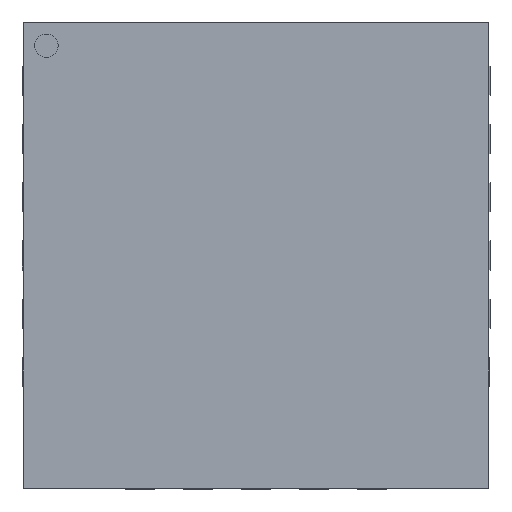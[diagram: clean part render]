
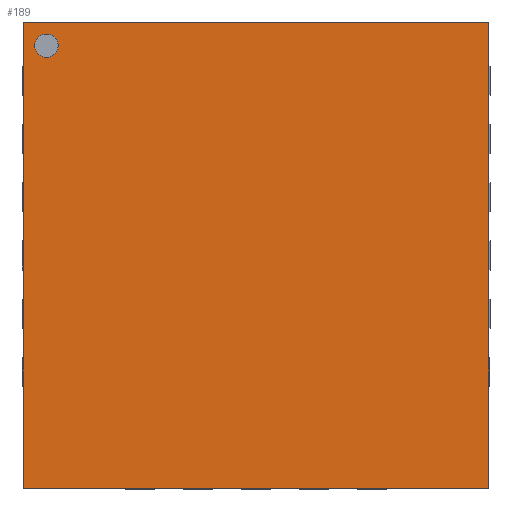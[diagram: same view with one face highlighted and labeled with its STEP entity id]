
A CAD part, top view. The second image highlights one B-rep face of the part: STEP entity #189.
In plain terms, the highlighted planar face has unit normal (0, 0, 1).
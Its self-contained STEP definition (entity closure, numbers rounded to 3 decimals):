
#77 = VERTEX_POINT('',#78);
#78 = CARTESIAN_POINT('',(-2.,2.,0.8));
#84 = EDGE_CURVE('',#77,#85,#87,.T.);
#85 = VERTEX_POINT('',#86);
#86 = CARTESIAN_POINT('',(2.,2.,0.8));
#87 = LINE('',#88,#89);
#88 = CARTESIAN_POINT('',(-2.,2.,0.8));
#89 = VECTOR('',#90,1.);
#90 = DIRECTION('',(1.,0.,0.));
#117 = VERTEX_POINT('',#118);
#118 = CARTESIAN_POINT('',(-2.,-2.,0.8));
#124 = EDGE_CURVE('',#117,#77,#125,.T.);
#125 = LINE('',#126,#127);
#126 = CARTESIAN_POINT('',(-2.,-2.,0.8));
#127 = VECTOR('',#128,1.);
#128 = DIRECTION('',(0.,1.,0.));
#146 = EDGE_CURVE('',#85,#147,#149,.T.);
#147 = VERTEX_POINT('',#148);
#148 = CARTESIAN_POINT('',(2.,-2.,0.8));
#149 = LINE('',#150,#151);
#150 = CARTESIAN_POINT('',(2.,2.,0.8));
#151 = VECTOR('',#152,1.);
#152 = DIRECTION('',(0.,-1.,0.));
#189 = ADVANCED_FACE('',(#190,#201),#212,.F.);
#190 = FACE_BOUND('',#191,.F.);
#191 = EDGE_LOOP('',(#192,#193,#194,#200));
#192 = ORIENTED_EDGE('',*,*,#84,.T.);
#193 = ORIENTED_EDGE('',*,*,#146,.T.);
#194 = ORIENTED_EDGE('',*,*,#195,.T.);
#195 = EDGE_CURVE('',#147,#117,#196,.T.);
#196 = LINE('',#197,#198);
#197 = CARTESIAN_POINT('',(2.,-2.,0.8));
#198 = VECTOR('',#199,1.);
#199 = DIRECTION('',(-1.,0.,0.));
#200 = ORIENTED_EDGE('',*,*,#124,.T.);
#201 = FACE_BOUND('',#202,.F.);
#202 = EDGE_LOOP('',(#203));
#203 = ORIENTED_EDGE('',*,*,#204,.T.);
#204 = EDGE_CURVE('',#205,#205,#207,.T.);
#205 = VERTEX_POINT('',#206);
#206 = CARTESIAN_POINT('',(-1.7,1.8,0.8));
#207 = CIRCLE('',#208,0.1);
#208 = AXIS2_PLACEMENT_3D('',#209,#210,#211);
#209 = CARTESIAN_POINT('',(-1.8,1.8,0.8));
#210 = DIRECTION('',(0.,0.,1.));
#211 = DIRECTION('',(1.,0.,0.));
#212 = PLANE('',#213);
#213 = AXIS2_PLACEMENT_3D('',#214,#215,#216);
#214 = CARTESIAN_POINT('',(0.,0.,0.8));
#215 = DIRECTION('',(-0.,-0.,-1.));
#216 = DIRECTION('',(-1.,0.,0.));
